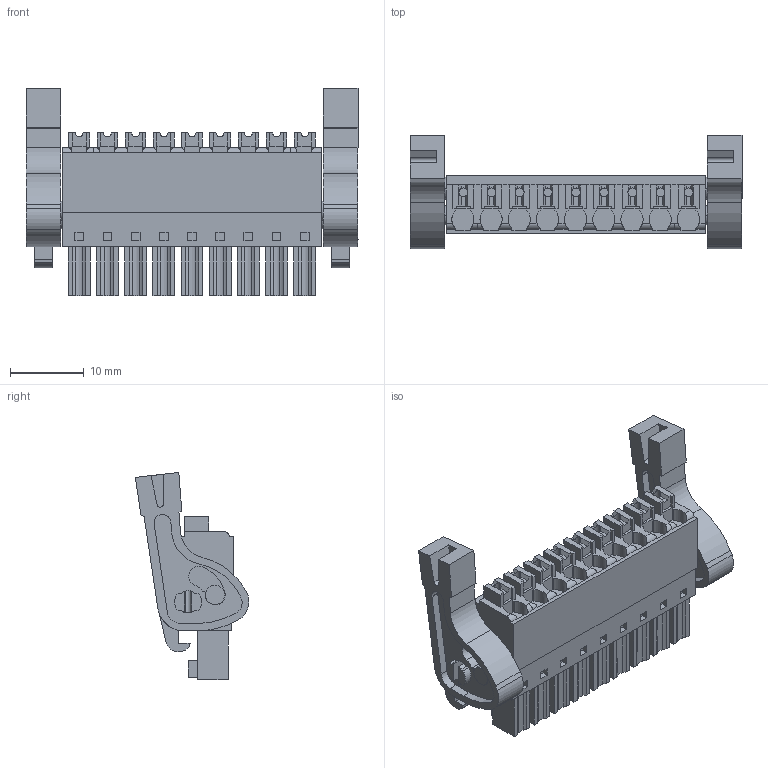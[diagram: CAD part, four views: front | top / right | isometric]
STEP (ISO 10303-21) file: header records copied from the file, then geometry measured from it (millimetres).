
FILE_DESCRIPTION(('CATIA V5 STEP','CAx-IF Rec.Pracs.--- Model Styling and Organization---1.2---2011-12-15'),'2;1');
FILE_NAME ('D1462233_0', '2017-07-31T12:50:32+00:00', ('none'), ('Weidmueller'), 'CATIA Version 5-6 Release 2014', 'CATIA V5 STEP AP214', 'none');
FILE_SCHEMA(('AUTOMOTIVE_DESIGN { 1 0 10303 214 1 1 1 1 }'));
Length unit declared in the file: millimetre
Products named in the file (1): 2442670000
Bounding box: 44.88 x 15.33 x 28 mm (x, y, z)
Volume: 5327.9 mm3; surface area: 5427.6 mm2
Topology: 12 solids, 12 shells, 761 faces, 2077 edges, 1386 vertices
Faces by surface type: plane 588, cylinder 173
Entity records: 23468 total; most frequent: CARTESIAN_POINT 4629, ORIENTED_EDGE 4154, DIRECTION 2937, EDGE_CURVE 2077, VECTOR 1619, LINE 1619, VERTEX_POINT 1386, AXIS2_PLACEMENT_3D 837
